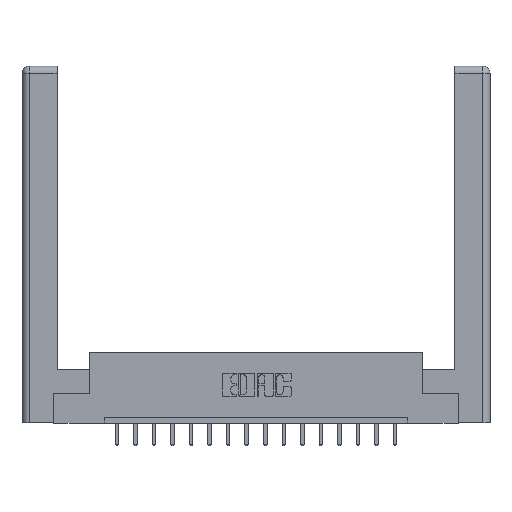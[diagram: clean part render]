
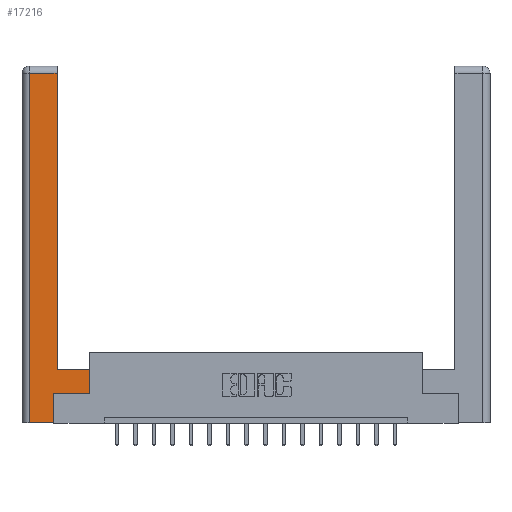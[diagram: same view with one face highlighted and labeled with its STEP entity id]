
A CAD part, top view. The second image highlights one B-rep face of the part: STEP entity #17216.
In plain terms, the highlighted planar face has unit normal (0, 0, 1).
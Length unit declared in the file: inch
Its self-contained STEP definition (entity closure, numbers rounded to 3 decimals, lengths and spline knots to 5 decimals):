
#149 = LINE ( 'NONE', #886, #7357 ) ;
#633 = CARTESIAN_POINT ( 'NONE',  ( 0.565, 0.245, 0. ) ) ;
#886 = CARTESIAN_POINT ( 'NONE',  ( 0.565, 0.245, 0. ) ) ;
#992 = LINE ( 'NONE', #4671, #10770 ) ;
#1174 = CARTESIAN_POINT ( 'NONE',  ( 0.0615, 0., 0. ) ) ;
#1175 = DIRECTION ( 'NONE',  ( -1., 0., 0. ) ) ;
#1667 = LINE ( 'NONE', #9666, #16878 ) ;
#1934 = CARTESIAN_POINT ( 'NONE',  ( 0.565, 0.45, 0. ) ) ;
#3358 = EDGE_CURVE ( 'NONE', #3674, #18005, #8489, .T. ) ;
#3534 = VECTOR ( 'NONE', #5725, 39.37008 ) ;
#3674 = VERTEX_POINT ( 'NONE', #633 ) ;
#3852 = DIRECTION ( 'NONE',  ( 0., -1., 0. ) ) ;
#4109 = ORIENTED_EDGE ( 'NONE', *, *, #12522, .T. ) ;
#4395 = CARTESIAN_POINT ( 'NONE',  ( 0.295, 2.94, 0. ) ) ;
#4671 = CARTESIAN_POINT ( 'NONE',  ( 0.0615, 2.94, 0. ) ) ;
#5060 = VERTEX_POINT ( 'NONE', #14205 ) ;
#5272 = AXIS2_PLACEMENT_3D ( 'NONE', #6651, #9613, #1175 ) ;
#5282 = EDGE_CURVE ( 'NONE', #11381, #5290, #13206, .T. ) ;
#5290 = VERTEX_POINT ( 'NONE', #1174 ) ;
#5725 = DIRECTION ( 'NONE',  ( 0., 1., 0. ) ) ;
#5744 = DIRECTION ( 'NONE',  ( -1., 0., 0. ) ) ;
#6359 = DIRECTION ( 'NONE',  ( 0., 1., 0. ) ) ;
#6651 = CARTESIAN_POINT ( 'NONE',  ( 0., 0., 0. ) ) ;
#7074 = VECTOR ( 'NONE', #6359, 39.37008 ) ;
#7179 = LINE ( 'NONE', #18032, #8476 ) ;
#7357 = VECTOR ( 'NONE', #9277, 39.37008 ) ;
#7668 = ORIENTED_EDGE ( 'NONE', *, *, #10027, .T. ) ;
#7815 = CARTESIAN_POINT ( 'NONE',  ( 0.295, 3., 0. ) ) ;
#7864 = VERTEX_POINT ( 'NONE', #12116 ) ;
#8037 = DIRECTION ( 'NONE',  ( 1., 0., 0. ) ) ;
#8086 = EDGE_LOOP ( 'NONE', ( #7668, #17225, #14790, #13247, #12070, #12293, #16066, #4109 ) ) ;
#8235 = DIRECTION ( 'NONE',  ( 0., 1., 0. ) ) ;
#8476 = VECTOR ( 'NONE', #11290, 39.37008 ) ;
#8489 = LINE ( 'NONE', #1934, #16561 ) ;
#8822 = LINE ( 'NONE', #7815, #7074 ) ;
#9277 = DIRECTION ( 'NONE',  ( 1., 0., 0. ) ) ;
#9308 = EDGE_CURVE ( 'NONE', #5290, #5060, #1667, .T. ) ;
#9350 = CARTESIAN_POINT ( 'NONE',  ( 0.0615, 2.94, 0. ) ) ;
#9510 = VECTOR ( 'NONE', #3852, 39.37008 ) ;
#9613 = DIRECTION ( 'NONE',  ( 0., 0., -1. ) ) ;
#9666 = CARTESIAN_POINT ( 'NONE',  ( 0.265, 0., 0. ) ) ;
#10027 = EDGE_CURVE ( 'NONE', #16570, #17864, #8822, .T. ) ;
#10770 = VECTOR ( 'NONE', #5744, 39.37008 ) ;
#10779 = CARTESIAN_POINT ( 'NONE',  ( 0.265, 0.245, 0. ) ) ;
#11067 = PLANE ( 'NONE',  #5272 ) ;
#11290 = DIRECTION ( 'NONE',  ( -1., 0., 0. ) ) ;
#11374 = LINE ( 'NONE', #10779, #3534 ) ;
#11381 = VERTEX_POINT ( 'NONE', #9350 ) ;
#11560 = CARTESIAN_POINT ( 'NONE',  ( 0.295, 0.45, 0. ) ) ;
#12070 = ORIENTED_EDGE ( 'NONE', *, *, #13142, .T. ) ;
#12116 = CARTESIAN_POINT ( 'NONE',  ( 0.265, 0.245, 0. ) ) ;
#12293 = ORIENTED_EDGE ( 'NONE', *, *, #15947, .T. ) ;
#12522 = EDGE_CURVE ( 'NONE', #18005, #16570, #7179, .T. ) ;
#13142 = EDGE_CURVE ( 'NONE', #5060, #7864, #11374, .T. ) ;
#13206 = LINE ( 'NONE', #13680, #9510 ) ;
#13247 = ORIENTED_EDGE ( 'NONE', *, *, #9308, .T. ) ;
#13308 = CARTESIAN_POINT ( 'NONE',  ( 0.565, 0.45, 0. ) ) ;
#13680 = CARTESIAN_POINT ( 'NONE',  ( 0.0615, 0., 0. ) ) ;
#14205 = CARTESIAN_POINT ( 'NONE',  ( 0.265, 0., 0. ) ) ;
#14790 = ORIENTED_EDGE ( 'NONE', *, *, #5282, .T. ) ;
#15947 = EDGE_CURVE ( 'NONE', #7864, #3674, #149, .T. ) ;
#16066 = ORIENTED_EDGE ( 'NONE', *, *, #3358, .T. ) ;
#16561 = VECTOR ( 'NONE', #8235, 39.37008 ) ;
#16570 = VERTEX_POINT ( 'NONE', #11560 ) ;
#16836 = EDGE_CURVE ( 'NONE', #17864, #11381, #992, .T. ) ;
#16878 = VECTOR ( 'NONE', #8037, 39.37008 ) ;
#17216 = ADVANCED_FACE ( 'NONE', ( #17501 ), #11067, .F. ) ;
#17225 = ORIENTED_EDGE ( 'NONE', *, *, #16836, .T. ) ;
#17501 = FACE_OUTER_BOUND ( 'NONE', #8086, .T. ) ;
#17864 = VERTEX_POINT ( 'NONE', #4395 ) ;
#18005 = VERTEX_POINT ( 'NONE', #13308 ) ;
#18032 = CARTESIAN_POINT ( 'NONE',  ( 0.295, 0.45, 0. ) ) ;
